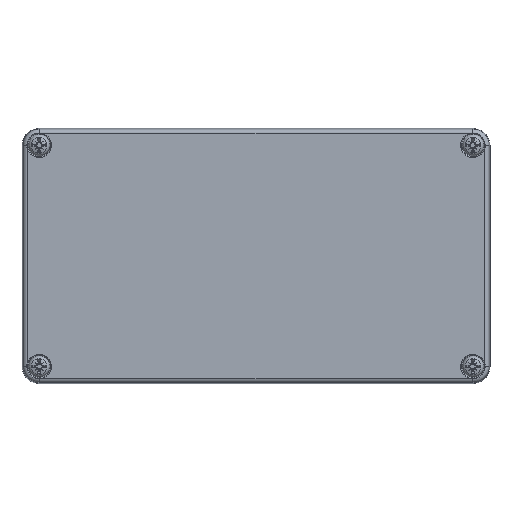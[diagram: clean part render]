
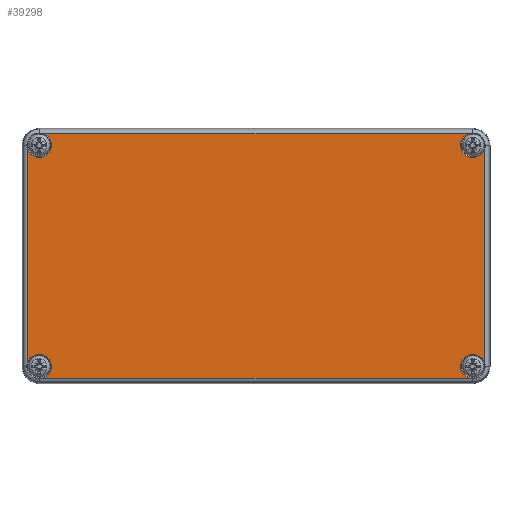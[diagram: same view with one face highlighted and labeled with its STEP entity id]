
A CAD part, top view. The second image highlights one B-rep face of the part: STEP entity #39298.
In plain terms, the highlighted planar face has unit normal (0, 0, 1).
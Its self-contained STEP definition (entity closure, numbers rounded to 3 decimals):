
#39062=CARTESIAN_POINT('',(-107.511,50.192,30.0));
#39063=VERTEX_POINT('',#39062);
#39073=CARTESIAN_POINT('',(-100.192,57.511,30.0));
#39074=VERTEX_POINT('',#39073);
#39075=CARTESIAN_POINT('',(-102.,52.,30.0));
#39076=DIRECTION('',(0.0,0.0,1.0));
#39077=DIRECTION('',(-1.0,0.0,0.0));
#39078=AXIS2_PLACEMENT_3D('',#39075,#39076,#39077);
#39079=CIRCLE('',#39078,5.8);
#39080=EDGE_CURVE('',#39063,#39074,#39079,.T.);
#39133=CARTESIAN_POINT('',(100.192,57.511,30.0));
#39134=VERTEX_POINT('',#39133);
#39135=CARTESIAN_POINT('',(-100.192,57.511,30.0));
#39136=DIRECTION('',(1.0,0.0,0.0));
#39137=VECTOR('',#39136,200.384);
#39138=LINE('',#39135,#39137);
#39139=EDGE_CURVE('',#39074,#39134,#39138,.T.);
#39173=CARTESIAN_POINT('',(107.511,50.192,30.0));
#39174=VERTEX_POINT('',#39173);
#39175=CARTESIAN_POINT('',(102.,52.,30.0));
#39176=DIRECTION('',(0.0,0.0,1.0));
#39177=DIRECTION('',(-1.0,0.0,0.0));
#39178=AXIS2_PLACEMENT_3D('',#39175,#39176,#39177);
#39179=CIRCLE('',#39178,5.8);
#39180=EDGE_CURVE('',#39134,#39174,#39179,.T.);
#39209=CARTESIAN_POINT('',(107.511,-50.192,30.0));
#39210=VERTEX_POINT('',#39209);
#39211=CARTESIAN_POINT('',(107.511,50.192,30.0));
#39212=DIRECTION('',(0.0,-1.0,0.0));
#39213=VECTOR('',#39212,100.384);
#39214=LINE('',#39211,#39213);
#39215=EDGE_CURVE('',#39174,#39210,#39214,.T.);
#39255=CARTESIAN_POINT('',(0.,0.,30.0));
#39256=DIRECTION('',(0.0,0.0,1.0));
#39257=DIRECTION('',(1.0,0.0,0.0));
#39258=AXIS2_PLACEMENT_3D('',#39255,#39256,#39257);
#39259=PLANE('',#39258);
#39260=ORIENTED_EDGE('',*,*,#39080,.F.);
#39261=CARTESIAN_POINT('',(-107.511,-50.192,30.0));
#39262=VERTEX_POINT('',#39261);
#39263=CARTESIAN_POINT('',(-107.511,-50.192,30.0));
#39264=DIRECTION('',(0.0,1.0,0.0));
#39265=VECTOR('',#39264,100.384);
#39266=LINE('',#39263,#39265);
#39267=EDGE_CURVE('',#39262,#39063,#39266,.T.);
#39268=ORIENTED_EDGE('',*,*,#39267,.F.);
#39269=CARTESIAN_POINT('',(-100.192,-57.511,30.0));
#39270=VERTEX_POINT('',#39269);
#39271=CARTESIAN_POINT('',(-102.,-52.,30.0));
#39272=DIRECTION('',(0.0,0.0,1.0));
#39273=DIRECTION('',(-1.0,0.0,0.0));
#39274=AXIS2_PLACEMENT_3D('',#39271,#39272,#39273);
#39275=CIRCLE('',#39274,5.8);
#39276=EDGE_CURVE('',#39270,#39262,#39275,.T.);
#39277=ORIENTED_EDGE('',*,*,#39276,.F.);
#39278=CARTESIAN_POINT('',(100.192,-57.511,30.0));
#39279=VERTEX_POINT('',#39278);
#39280=CARTESIAN_POINT('',(100.192,-57.511,30.0));
#39281=DIRECTION('',(-1.0,0.0,0.0));
#39282=VECTOR('',#39281,200.384);
#39283=LINE('',#39280,#39282);
#39284=EDGE_CURVE('',#39279,#39270,#39283,.T.);
#39285=ORIENTED_EDGE('',*,*,#39284,.F.);
#39286=CARTESIAN_POINT('',(102.,-52.,30.0));
#39287=DIRECTION('',(0.0,0.0,1.0));
#39288=DIRECTION('',(-1.0,0.0,0.0));
#39289=AXIS2_PLACEMENT_3D('',#39286,#39287,#39288);
#39290=CIRCLE('',#39289,5.8);
#39291=EDGE_CURVE('',#39210,#39279,#39290,.T.);
#39292=ORIENTED_EDGE('',*,*,#39291,.F.);
#39293=ORIENTED_EDGE('',*,*,#39215,.F.);
#39294=ORIENTED_EDGE('',*,*,#39180,.F.);
#39295=ORIENTED_EDGE('',*,*,#39139,.F.);
#39296=EDGE_LOOP('',(#39260,#39268,#39277,#39285,#39292,#39293,#39294,#39295));
#39297=FACE_OUTER_BOUND('',#39296,.T.);
#39298=ADVANCED_FACE('',(#39297),#39259,.T.);
